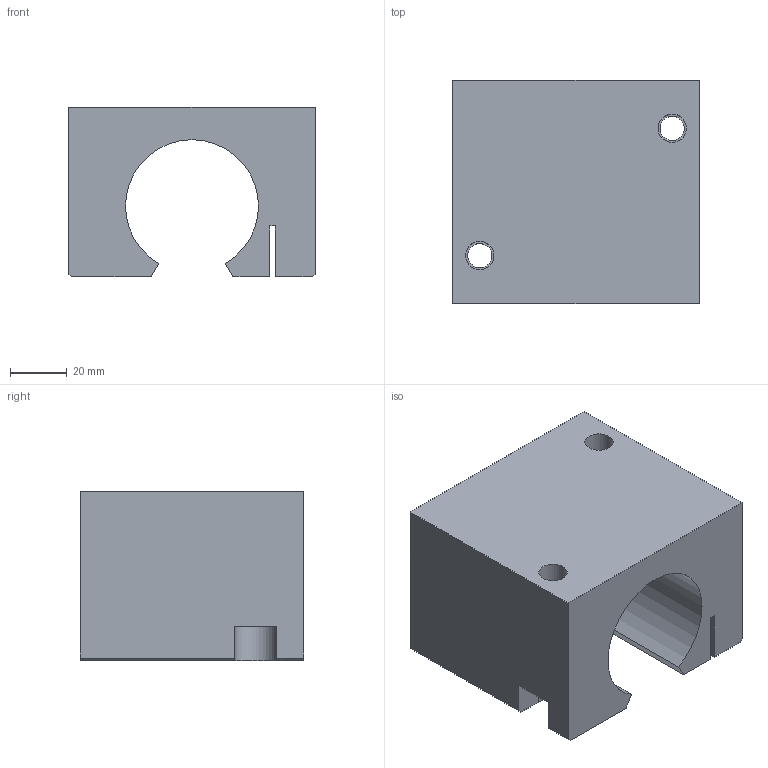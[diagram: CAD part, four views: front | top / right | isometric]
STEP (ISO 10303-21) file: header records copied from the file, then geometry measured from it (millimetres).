
FILE_DESCRIPTION( ( 'STEP AP214' ), '1' );
FILE_NAME( 'SGOE-30.stp', '2010-02-15T11:02:57', ( ' ' ), ( ' ' ), 'XStep 1.0', ' ', ' ' );
FILE_SCHEMA( ( 'CONFIG_CONTROL_DESIGN) ( )' ) );
Length unit declared in the file: metre
Products named in the file (1): 1
Bounding box: 87 x 79 x 60 mm (x, y, z)
Volume: 253607.6 mm3; surface area: 44839.3 mm2
Topology: 1 solids, 1 shells, 43 faces, 115 edges, 78 vertices
Faces by surface type: plane 29, cylinder 14
Full cylindrical faces by diameter (mm): 4 x2, 6 x2, 8 x1, 8.6 x2, 10 x2
Entity records: 1748 total; most frequent: CARTESIAN_POINT 326, DIRECTION 214, ORIENTED_EDGE 204, EDGE_CURVE 102, VERTEX_POINT 74, LINE 74, VECTOR 74, AXIS2_PLACEMENT_3D 70
